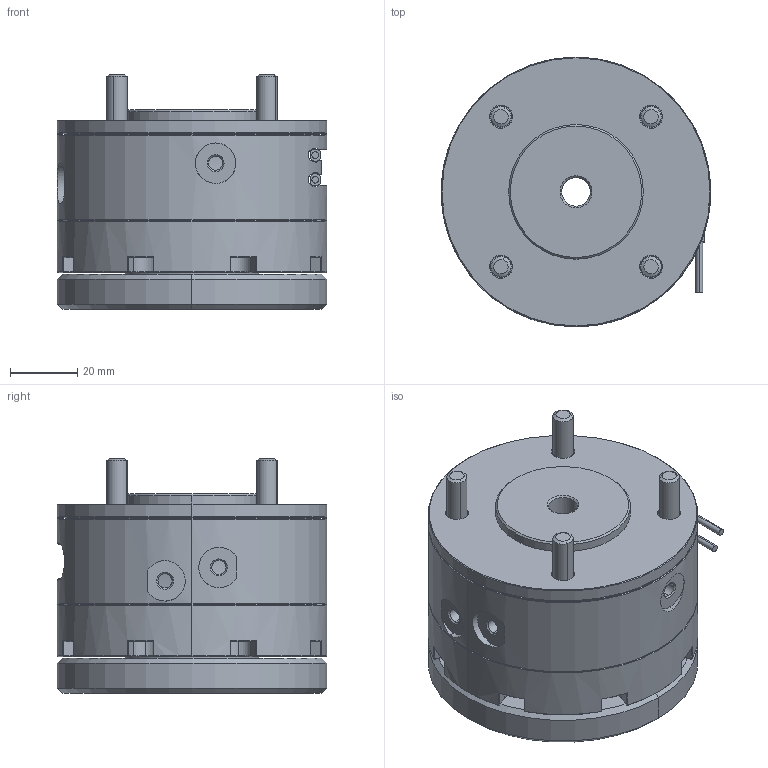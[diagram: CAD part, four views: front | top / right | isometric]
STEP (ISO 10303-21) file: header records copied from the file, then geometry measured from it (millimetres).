
FILE_DESCRIPTION (( 'STEP AP203' ), '1' );
FILE_NAME ('FD-XY-063.STEP', '2026-03-10T07:29:25', ( 'USER-' ), ( 'Microsoft' ), 'SwSTEP 2.0', 'SolidWorks 2018', '' );
FILE_SCHEMA (( 'CONFIG_CONTROL_DESIGN' ));
Length unit declared in the file: millimetre
Products named in the file (8): FD-XY-063-03 階裔-1; 25x10-R5; 棠羲換覜ん; 内六角薄圆柱头螺钉[GBT70_1-2008][M6×20]-1; FD-XY-063-02 菁裔-1; FD-XY-063; FD-XY-063-01 俋褲-1; FD-XY-063-04 硃野极薊輸-1
Assembly tree (11 placements, depth 2):
  FD-XY-063
    FD-XY-063-01 俋褲-1
    FD-XY-063-02 菁裔-1
    FD-XY-063-04 硃野极薊輸-1
    FD-XY-063-03 階裔-1
    内六角薄圆柱头螺钉[GBT70_1-2008][M6×20]-1  x4
    25x10-R5
    棠羲換覜ん  x2
Bounding box: 80 x 80.01 x 69.7 mm (x, y, z)
Volume: 249470.9 mm3; surface area: 64795.6 mm2
Topology: 11 solids, 11 shells, 903 faces, 2335 edges, 1510 vertices
Faces by surface type: plane 407, cylinder 199, bspline 157, cone 124, torus 16
Entity records: 33204 total; most frequent: CARTESIAN_POINT 12711, ORIENTED_EDGE 4328, DIRECTION 3588, EDGE_CURVE 2164, VERTEX_POINT 1402, LINE 1254, VECTOR 1254, AXIS2_PLACEMENT_3D 1167
